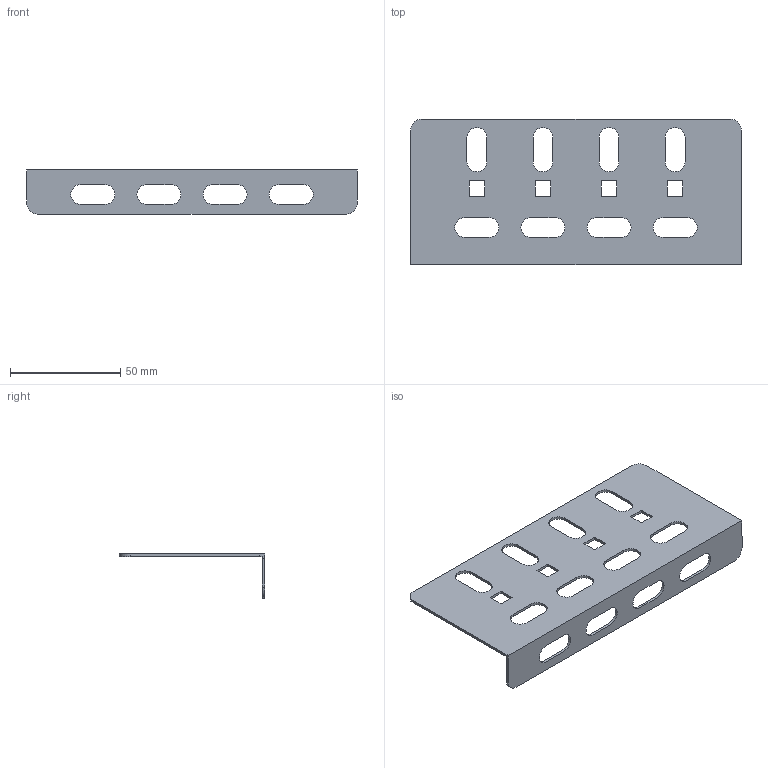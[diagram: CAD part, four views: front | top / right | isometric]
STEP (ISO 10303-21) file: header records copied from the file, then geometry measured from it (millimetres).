
FILE_DESCRIPTION (( 'STEP AP214' ), '1' );
FILE_NAME ('CLM40D-PS-H80.STEP', '2021-03-08T15:21:30', ( '' ), ( '' ), 'SwSTEP 2.0', 'SolidWorks 2017', '' );
FILE_SCHEMA (( 'AUTOMOTIVE_DESIGN' ));
Length unit declared in the file: millimetre
Products named in the file (1): CLM40D-PS-H80
Bounding box: 150 x 66 x 20 mm (x, y, z)
Volume: 12661.4 mm3; surface area: 22513.8 mm2
Topology: 1 solids, 1 shells, 84 faces, 246 edges, 164 vertices
Faces by surface type: plane 52, cylinder 32
Entity records: 2892 total; most frequent: CARTESIAN_POINT 495, ORIENTED_EDGE 492, DIRECTION 480, EDGE_CURVE 246, VECTOR 182, LINE 182, VERTEX_POINT 164, AXIS2_PLACEMENT_3D 149
